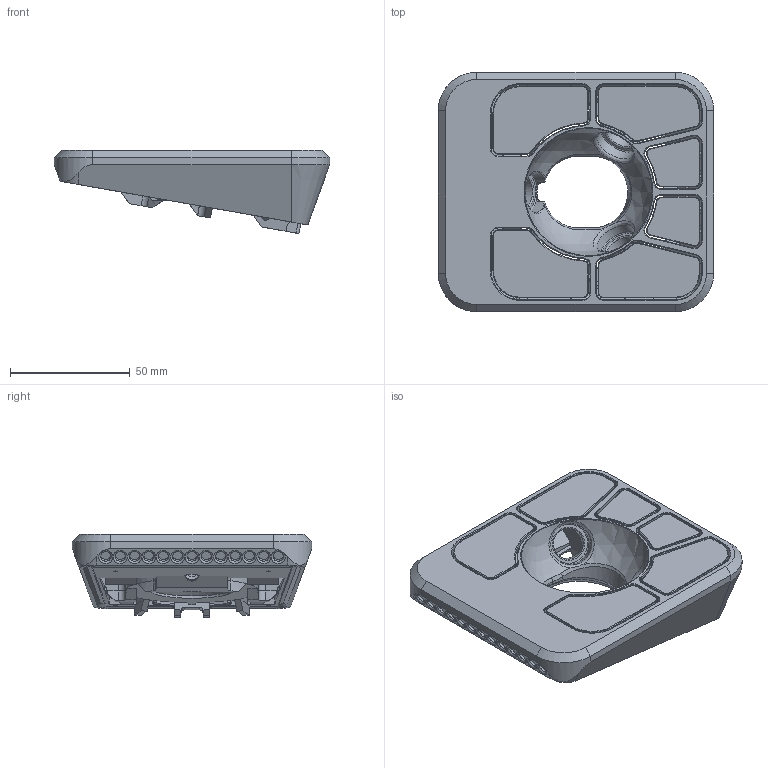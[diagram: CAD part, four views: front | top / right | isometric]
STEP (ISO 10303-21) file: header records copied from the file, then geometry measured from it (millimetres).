
FILE_DESCRIPTION(/* description */ ('STEP AP242','CAx-IF Rec.Pracs.---Representation and Presentation of Product Manufacturing Information (PMI)---4.0---2014-10-13','CAx-IF Rec.Pracs.---3D Tessellated Geometry---0.4---2014-09-14','2;1'),/* implementation_level */ '2;1');
FILE_NAME(/* name */ '67ac6bac4468d97e45f6779e',/* time_stamp */ '2025-02-12T09:36:46Z',/* author */ (''),/* organization */ (''),/* preprocessor_version */ 'ST-DEVELOPER v20',/* originating_system */ 'ONSHAPE BY PTC INC, 1.193',/* authorisation */ ' ');
FILE_SCHEMA (('AP242_MANAGED_MODEL_BASED_3D_ENGINEERING_MIM_LF { 1 0 10303 442 1 1 4 }'));
Length unit declared in the file: metre
Products named in the file (1): Top 52.4mm
Bounding box: 115 x 100 x 34.71 mm (x, y, z)
Volume: 120710.1 mm3; surface area: 59596.3 mm2
Topology: 1 solids, 1 shells, 1019 faces, 2755 edges, 1733 vertices
Faces by surface type: plane 537, cylinder 250, cone 121, bspline 80, torus 30, sphere 1
Full cylindrical faces by diameter (mm): 1.9 x4, 4.3 x13, 6 x1, 12.85 x3, 17.35 x2
Entity records: 34394 total; most frequent: CARTESIAN_POINT 9095, ORIENTED_EDGE 5382, DIRECTION 5087, EDGE_CURVE 2691, LINE 1757, VECTOR 1757, VERTEX_POINT 1720, AXIS2_PLACEMENT_3D 1665
